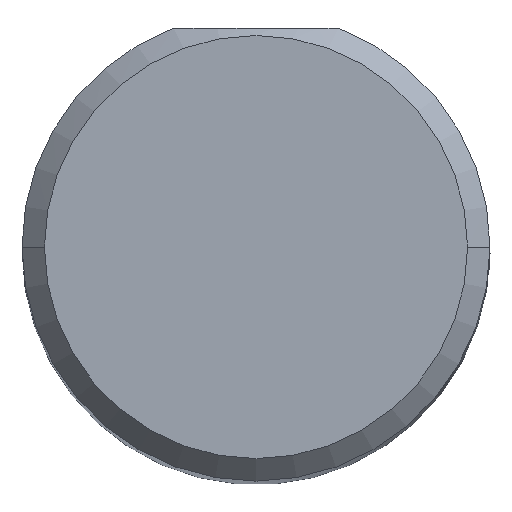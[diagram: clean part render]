
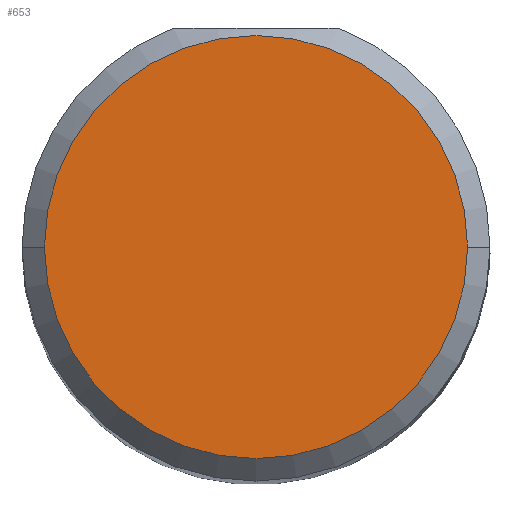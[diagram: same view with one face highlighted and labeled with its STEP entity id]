
A CAD part, top view. The second image highlights one B-rep face of the part: STEP entity #653.
In plain terms, the highlighted planar face has unit normal (0, 0, 1).
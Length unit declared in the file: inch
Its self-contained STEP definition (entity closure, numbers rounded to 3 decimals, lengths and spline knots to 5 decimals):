
#17 = PLANE ( 'NONE',  #420 ) ;
#78 = DIRECTION ( 'NONE',  ( 0., 0., 1. ) ) ;
#94 = CIRCLE ( 'NONE', #202, 0.14125 ) ;
#98 = VERTEX_POINT ( 'NONE', #127 ) ;
#127 = CARTESIAN_POINT ( 'NONE',  ( -0.14125, 0., 2.5 ) ) ;
#152 = DIRECTION ( 'NONE',  ( 1., 0., 0. ) ) ;
#184 = DIRECTION ( 'NONE',  ( 1., 0., 0. ) ) ;
#202 = AXIS2_PLACEMENT_3D ( 'NONE', #610, #508, #152 ) ;
#212 = DIRECTION ( 'NONE',  ( 1., 0., 0. ) ) ;
#229 = FACE_OUTER_BOUND ( 'NONE', #511, .T. ) ;
#236 = VERTEX_POINT ( 'NONE', #261 ) ;
#261 = CARTESIAN_POINT ( 'NONE',  ( 0.14125, 0., 2.5 ) ) ;
#313 = ORIENTED_EDGE ( 'NONE', *, *, #523, .T. ) ;
#348 = AXIS2_PLACEMENT_3D ( 'NONE', #598, #382, #184 ) ;
#377 = EDGE_CURVE ( 'NONE', #98, #236, #457, .T. ) ;
#382 = DIRECTION ( 'NONE',  ( 0., 0., 1. ) ) ;
#409 = CARTESIAN_POINT ( 'NONE',  ( 0., 0., 2.5 ) ) ;
#420 = AXIS2_PLACEMENT_3D ( 'NONE', #409, #78, #212 ) ;
#457 = CIRCLE ( 'NONE', #348, 0.14125 ) ;
#463 = ORIENTED_EDGE ( 'NONE', *, *, #377, .T. ) ;
#508 = DIRECTION ( 'NONE',  ( 0., 0., 1. ) ) ;
#511 = EDGE_LOOP ( 'NONE', ( #463, #313 ) ) ;
#523 = EDGE_CURVE ( 'NONE', #236, #98, #94, .T. ) ;
#598 = CARTESIAN_POINT ( 'NONE',  ( 0., 0., 2.5 ) ) ;
#610 = CARTESIAN_POINT ( 'NONE',  ( 0., 0., 2.5 ) ) ;
#653 = ADVANCED_FACE ( 'NONE', ( #229 ), #17, .T. ) ;
